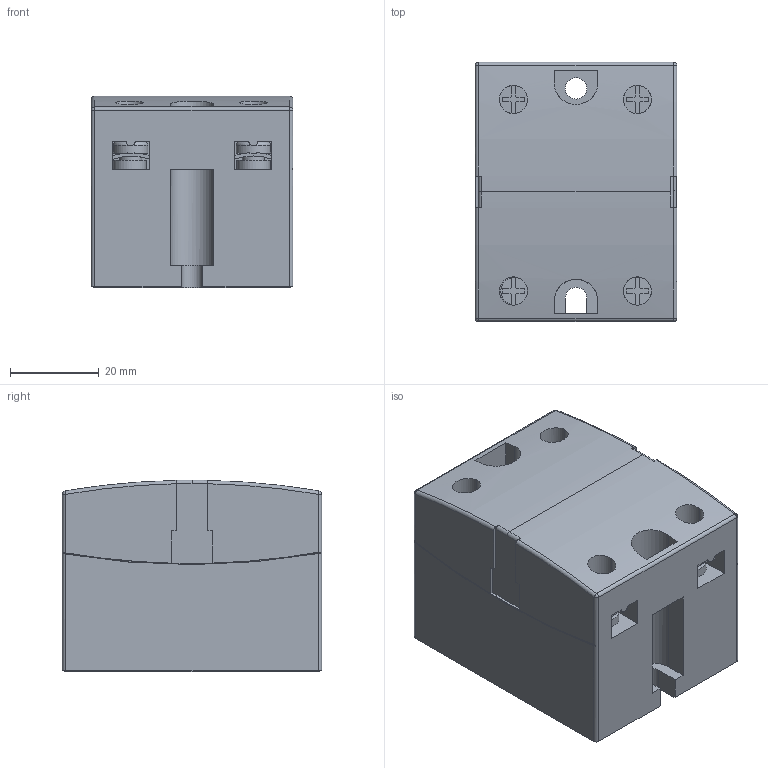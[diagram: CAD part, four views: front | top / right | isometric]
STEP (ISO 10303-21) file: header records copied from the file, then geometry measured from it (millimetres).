
FILE_DESCRIPTION (( 'STEP AP214' ), '1' );
FILE_NAME ('AD-SSR6M25-DC-200D.STEP', '2013-11-27T15:06:11', ( '' ), ( '' ), 'SwSTEP 2.0', 'SolidWorks 2013', '' );
FILE_SCHEMA (( 'AUTOMOTIVE_DESIGN' ));
Length unit declared in the file: inch
Products named in the file (1): AD-SSR6M25-DC-200D
Bounding box: 45.47 x 58.42 x 43.18 mm (x, y, z)
Volume: 102611.7 mm3; surface area: 19517.5 mm2
Topology: 1 solids, 5 shells, 330 faces, 970 edges, 632 vertices
Faces by surface type: plane 196, cylinder 111, torus 19, sphere 4
Entity records: 16220 total; most frequent: CARTESIAN_POINT 3046, ORIENTED_EDGE 1932, DIRECTION 1777, EDGE_CURVE 966, VERTEX_POINT 632, AXIS2_PLACEMENT_3D 598, LINE 581, VECTOR 581
